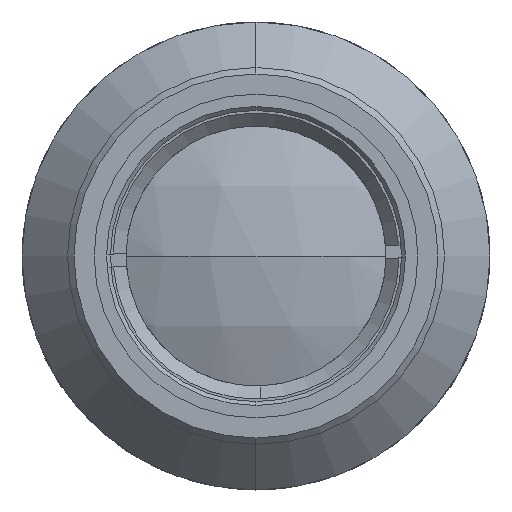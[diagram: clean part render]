
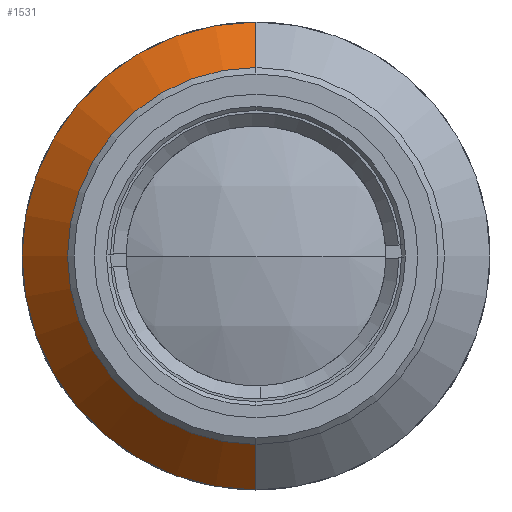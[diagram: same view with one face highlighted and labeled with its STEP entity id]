
A CAD part, left-side view. The second image highlights one B-rep face of the part: STEP entity #1531.
In plain terms, the highlighted conical face has half-angle 45 degrees and reference radius 18 mm.
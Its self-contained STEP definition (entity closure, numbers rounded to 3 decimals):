
#44 = CIRCLE ( 'NONE', #1133, 18. ) ;
#137 = EDGE_CURVE ( 'NONE', #1088, #1680, #1244, .T. ) ;
#227 = DIRECTION ( 'NONE',  ( 1., 0., 0. ) ) ;
#328 = CARTESIAN_POINT ( 'NONE',  ( 13.5, 0., 18. ) ) ;
#337 = ORIENTED_EDGE ( 'NONE', *, *, #137, .T. ) ;
#895 = EDGE_LOOP ( 'NONE', ( #1233, #337, #1584, #1086 ) ) ;
#930 = AXIS2_PLACEMENT_3D ( 'NONE', #4208, #227, #2805 ) ;
#1086 = ORIENTED_EDGE ( 'NONE', *, *, #3691, .F. ) ;
#1088 = VERTEX_POINT ( 'NONE', #1333 ) ;
#1126 = EDGE_CURVE ( 'NONE', #1680, #1513, #44, .T. ) ;
#1133 = AXIS2_PLACEMENT_3D ( 'NONE', #4838, #2514, #2984 ) ;
#1233 = ORIENTED_EDGE ( 'NONE', *, *, #2927, .F. ) ;
#1244 = LINE ( 'NONE', #1271, #2710 ) ;
#1271 = CARTESIAN_POINT ( 'NONE',  ( 13.5, 0., 18. ) ) ;
#1333 = CARTESIAN_POINT ( 'NONE',  ( 10., 0., 14.5 ) ) ;
#1494 = DIRECTION ( 'NONE',  ( 0.707, 0., 0.707 ) ) ;
#1513 = VERTEX_POINT ( 'NONE', #2731 ) ;
#1531 = ADVANCED_FACE ( 'NONE', ( #4256 ), #3054, .T. ) ;
#1584 = ORIENTED_EDGE ( 'NONE', *, *, #1126, .T. ) ;
#1585 = AXIS2_PLACEMENT_3D ( 'NONE', #4523, #3798, #4545 ) ;
#1680 = VERTEX_POINT ( 'NONE', #328 ) ;
#1811 = VERTEX_POINT ( 'NONE', #4544 ) ;
#2293 = LINE ( 'NONE', #4122, #4426 ) ;
#2514 = DIRECTION ( 'NONE',  ( -1., 0., 0. ) ) ;
#2710 = VECTOR ( 'NONE', #1494, 1000. ) ;
#2731 = CARTESIAN_POINT ( 'NONE',  ( 13.5, 0., -18. ) ) ;
#2805 = DIRECTION ( 'NONE',  ( 0., 0., -1. ) ) ;
#2927 = EDGE_CURVE ( 'NONE', #1088, #1811, #3711, .T. ) ;
#2984 = DIRECTION ( 'NONE',  ( 0., 0., 1. ) ) ;
#3054 = CONICAL_SURFACE ( 'NONE', #930, 18., 0.785 ) ;
#3691 = EDGE_CURVE ( 'NONE', #1811, #1513, #2293, .T. ) ;
#3711 = CIRCLE ( 'NONE', #1585, 14.5 ) ;
#3767 = DIRECTION ( 'NONE',  ( 0.707, 0., -0.707 ) ) ;
#3798 = DIRECTION ( 'NONE',  ( -1., 0., 0. ) ) ;
#4122 = CARTESIAN_POINT ( 'NONE',  ( 13.5, 0., -18. ) ) ;
#4208 = CARTESIAN_POINT ( 'NONE',  ( 13.5, 0., 0. ) ) ;
#4256 = FACE_OUTER_BOUND ( 'NONE', #895, .T. ) ;
#4426 = VECTOR ( 'NONE', #3767, 1000. ) ;
#4523 = CARTESIAN_POINT ( 'NONE',  ( 10., 0., 0. ) ) ;
#4544 = CARTESIAN_POINT ( 'NONE',  ( 10., 0., -14.5 ) ) ;
#4545 = DIRECTION ( 'NONE',  ( 0., 0., 1. ) ) ;
#4838 = CARTESIAN_POINT ( 'NONE',  ( 13.5, 0., 0. ) ) ;
